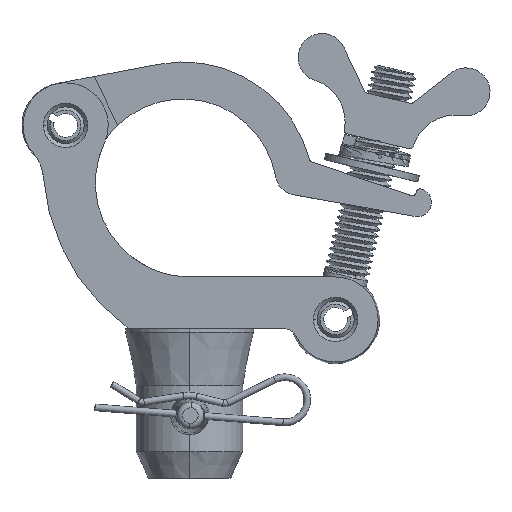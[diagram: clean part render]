
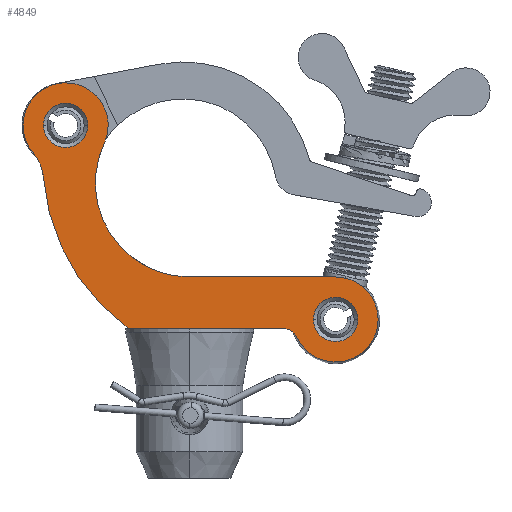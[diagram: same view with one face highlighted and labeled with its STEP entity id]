
A CAD part, left-side view. The second image highlights one B-rep face of the part: STEP entity #4849.
In plain terms, the highlighted planar face has unit normal (-1, 0, 0).
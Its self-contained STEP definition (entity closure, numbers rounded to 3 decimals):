
#331=FACE_BOUND('',#755,.T.);
#332=FACE_BOUND('',#756,.T.);
#361=PLANE('',#5235);
#446=FACE_OUTER_BOUND('',#754,.T.);
#754=EDGE_LOOP('',(#3362,#3363,#3364,#3365,#3366,#3367,#3368,#3369,#3370));
#755=EDGE_LOOP('',(#3371,#3372));
#756=EDGE_LOOP('',(#3373,#3374));
#1077=CIRCLE('',#5216,11.5);
#1090=CIRCLE('',#5234,6.);
#1091=CIRCLE('',#5236,25.4);
#1092=CIRCLE('',#5237,11.5);
#1093=CIRCLE('',#5238,12.);
#1094=CIRCLE('',#5239,55.646);
#1095=CIRCLE('',#5240,1.);
#1096=CIRCLE('',#5241,4.);
#1097=CIRCLE('',#5242,6.);
#1098=CIRCLE('',#5243,6.);
#1099=CIRCLE('',#5244,6.);
#1333=LINE('',#7277,#1656);
#1334=LINE('',#7289,#1657);
#1656=VECTOR('',#5915,39.557);
#1657=VECTOR('',#5926,41.457);
#1992=VERTEX_POINT('',#7222);
#1993=VERTEX_POINT('',#7224);
#2012=VERTEX_POINT('',#7270);
#2013=VERTEX_POINT('',#7272);
#2014=VERTEX_POINT('',#7276);
#2015=VERTEX_POINT('',#7278);
#2016=VERTEX_POINT('',#7280);
#2017=VERTEX_POINT('',#7282);
#2018=VERTEX_POINT('',#7284);
#2019=VERTEX_POINT('',#7286);
#2020=VERTEX_POINT('',#7288);
#2021=VERTEX_POINT('',#7291);
#2022=VERTEX_POINT('',#7292);
#2496=EDGE_CURVE('',#1993,#1992,#1077,.T.);
#2520=EDGE_CURVE('',#2012,#2013,#1090,.T.);
#2521=EDGE_CURVE('',#1992,#2014,#1333,.T.);
#2522=EDGE_CURVE('',#2014,#2015,#1091,.T.);
#2523=EDGE_CURVE('',#2015,#2016,#1092,.T.);
#2524=EDGE_CURVE('',#2016,#2017,#1093,.T.);
#2525=EDGE_CURVE('',#2017,#2018,#1094,.T.);
#2526=EDGE_CURVE('',#2018,#2019,#1095,.T.);
#2527=EDGE_CURVE('',#2019,#2020,#1334,.T.);
#2528=EDGE_CURVE('',#2020,#1993,#1096,.T.);
#2529=EDGE_CURVE('',#2021,#2022,#1097,.T.);
#2530=EDGE_CURVE('',#2022,#2021,#1098,.T.);
#2531=EDGE_CURVE('',#2013,#2012,#1099,.T.);
#3362=ORIENTED_EDGE('',*,*,#2521,.T.);
#3363=ORIENTED_EDGE('',*,*,#2522,.T.);
#3364=ORIENTED_EDGE('',*,*,#2523,.T.);
#3365=ORIENTED_EDGE('',*,*,#2524,.T.);
#3366=ORIENTED_EDGE('',*,*,#2525,.T.);
#3367=ORIENTED_EDGE('',*,*,#2526,.T.);
#3368=ORIENTED_EDGE('',*,*,#2527,.T.);
#3369=ORIENTED_EDGE('',*,*,#2528,.T.);
#3370=ORIENTED_EDGE('',*,*,#2496,.T.);
#3371=ORIENTED_EDGE('',*,*,#2529,.T.);
#3372=ORIENTED_EDGE('',*,*,#2530,.T.);
#3373=ORIENTED_EDGE('',*,*,#2531,.T.);
#3374=ORIENTED_EDGE('',*,*,#2520,.T.);
#4849=ADVANCED_FACE('',(#446,#331,#332),#361,.T.);
#5216=AXIS2_PLACEMENT_3D('',#7225,#5864,#5865);
#5234=AXIS2_PLACEMENT_3D('',#7274,#5911,#5912);
#5235=AXIS2_PLACEMENT_3D('',#7275,#5913,#5914);
#5236=AXIS2_PLACEMENT_3D('',#7279,#5916,#5917);
#5237=AXIS2_PLACEMENT_3D('',#7281,#5918,#5919);
#5238=AXIS2_PLACEMENT_3D('',#7283,#5920,#5921);
#5239=AXIS2_PLACEMENT_3D('',#7285,#5922,#5923);
#5240=AXIS2_PLACEMENT_3D('',#7287,#5924,#5925);
#5241=AXIS2_PLACEMENT_3D('',#7290,#5927,#5928);
#5242=AXIS2_PLACEMENT_3D('',#7293,#5929,#5930);
#5243=AXIS2_PLACEMENT_3D('',#7294,#5931,#5932);
#5244=AXIS2_PLACEMENT_3D('',#7295,#5933,#5934);
#5864=DIRECTION('center_axis',(-1.,0.,0.));
#5865=DIRECTION('ref_axis',(0.,0.908,-0.419));
#5911=DIRECTION('center_axis',(1.,0.,0.));
#5912=DIRECTION('ref_axis',(0.,-1.,0.));
#5913=DIRECTION('center_axis',(-1.,0.,0.));
#5914=DIRECTION('ref_axis',(0.,-1.,0.));
#5915=DIRECTION('',(0.,1.,0.));
#5916=DIRECTION('center_axis',(1.,0.,0.));
#5917=DIRECTION('ref_axis',(0.,0.,
-1.));
#5918=DIRECTION('center_axis',(-1.,0.,0.));
#5919=DIRECTION('ref_axis',(0.,-0.906,-0.423));
#5920=DIRECTION('center_axis',(1.,0.,0.));
#5921=DIRECTION('ref_axis',(0.,-0.764,0.645));
#5922=DIRECTION('center_axis',(-1.,0.,0.));
#5923=DIRECTION('ref_axis',(0.,0.997,-0.078));
#5924=DIRECTION('center_axis',(-1.,0.,0.));
#5925=DIRECTION('ref_axis',(0.,0.586,-0.811));
#5926=DIRECTION('',(0.,-1.,0.));
#5927=DIRECTION('center_axis',(1.,0.,0.));
#5928=DIRECTION('ref_axis',(0.,0.,
1.));
#5929=DIRECTION('center_axis',(1.,0.,0.));
#5930=DIRECTION('ref_axis',(0.,1.,0.));
#5931=DIRECTION('center_axis',(1.,0.,0.));
#5932=DIRECTION('ref_axis',(0.,-1.,0.));
#5933=DIRECTION('center_axis',(1.,0.,0.));
#5934=DIRECTION('ref_axis',(0.,1.,0.));
#7222=CARTESIAN_POINT('',(70.25,-22.397,54.5));
#7224=CARTESIAN_POINT('',(70.25,-11.957,38.177));
#7225=CARTESIAN_POINT('Origin',(70.25,-22.397,43.));
#7270=CARTESIAN_POINT('',(70.25,44.603,95.495));
#7272=CARTESIAN_POINT('',(70.25,56.603,95.495));
#7274=CARTESIAN_POINT('Origin',(70.25,50.603,95.495));
#7275=CARTESIAN_POINT('Origin',(70.25,17.1,47.15));
#7276=CARTESIAN_POINT('',(70.25,17.16,54.5));
#7277=CARTESIAN_POINT('',(70.25,-22.397,54.5));
#7278=CARTESIAN_POINT('',(70.25,40.18,90.635));
#7279=CARTESIAN_POINT('Origin',(70.25,17.16,79.9));
#7280=CARTESIAN_POINT('',(70.25,59.39,88.075));
#7281=CARTESIAN_POINT('Origin',(70.25,50.603,95.495));
#7282=CARTESIAN_POINT('',(70.25,56.613,81.48));
#7283=CARTESIAN_POINT('Origin',(70.25,68.558,80.334));
#7284=CARTESIAN_POINT('',(70.25,33.717,40.689));
#7285=CARTESIAN_POINT('Origin',(70.25,1.135,85.799));
#7286=CARTESIAN_POINT('',(70.25,33.131,40.5));
#7287=CARTESIAN_POINT('Origin',(70.25,33.131,41.5));
#7288=CARTESIAN_POINT('',(70.25,-8.326,40.5));
#7289=CARTESIAN_POINT('',(70.25,33.131,40.5));
#7290=CARTESIAN_POINT('Origin',(70.25,-8.326,36.5));
#7291=CARTESIAN_POINT('',(70.25,-16.397,43.));
#7292=CARTESIAN_POINT('',(70.25,-28.397,43.));
#7293=CARTESIAN_POINT('Origin',(70.25,-22.397,43.));
#7294=CARTESIAN_POINT('Origin',(70.25,-22.397,43.));
#7295=CARTESIAN_POINT('Origin',(70.25,50.603,95.495));
